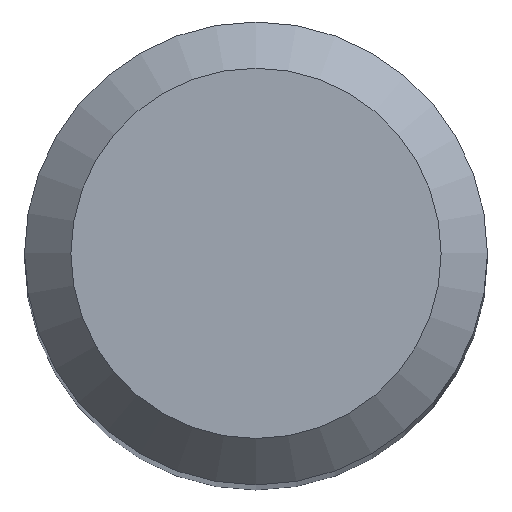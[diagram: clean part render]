
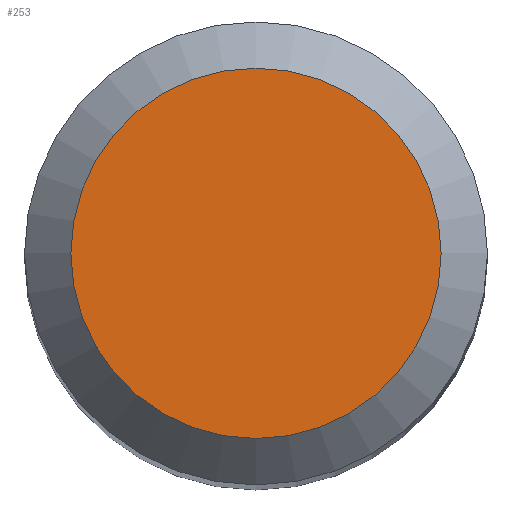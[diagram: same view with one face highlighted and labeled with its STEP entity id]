
A CAD part, top view. The second image highlights one B-rep face of the part: STEP entity #253.
In plain terms, the highlighted planar face has unit normal (0, 0, 1).
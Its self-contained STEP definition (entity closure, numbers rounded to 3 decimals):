
#32 = AXIS2_PLACEMENT_3D ( 'NONE', #365, #96, #218 ) ;
#57 = DIRECTION ( 'NONE',  ( 0., 0., 1. ) ) ;
#83 = CARTESIAN_POINT ( 'NONE',  ( 0., 0., 63. ) ) ;
#87 = EDGE_CURVE ( 'NONE', #115, #115, #249, .T. ) ;
#96 = DIRECTION ( 'NONE',  ( 0., 0., -1. ) ) ;
#115 = VERTEX_POINT ( 'NONE', #238 ) ;
#124 = FACE_OUTER_BOUND ( 'NONE', #386, .T. ) ;
#167 = ORIENTED_EDGE ( 'NONE', *, *, #87, .T. ) ;
#177 = DIRECTION ( 'NONE',  ( 1., 0., 0. ) ) ;
#218 = DIRECTION ( 'NONE',  ( -1., 0., 0. ) ) ;
#238 = CARTESIAN_POINT ( 'NONE',  ( 2.4, 0., 63. ) ) ;
#249 = CIRCLE ( 'NONE', #362, 2.4 ) ;
#253 = ADVANCED_FACE ( 'NONE', ( #124 ), #336, .F. ) ;
#336 = PLANE ( 'NONE',  #32 ) ;
#362 = AXIS2_PLACEMENT_3D ( 'NONE', #83, #57, #177 ) ;
#365 = CARTESIAN_POINT ( 'NONE',  ( 0., 2.4, 63. ) ) ;
#386 = EDGE_LOOP ( 'NONE', ( #167 ) ) ;
